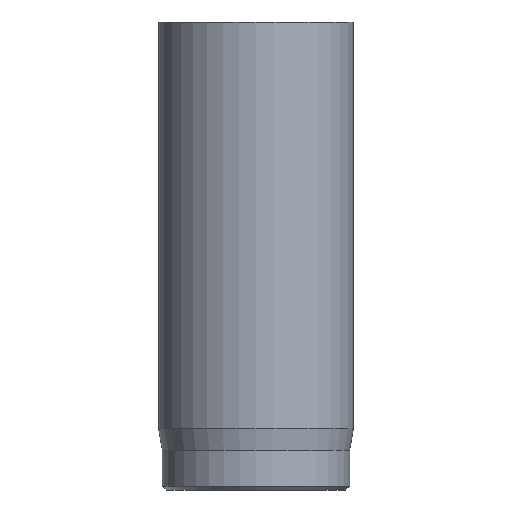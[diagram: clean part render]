
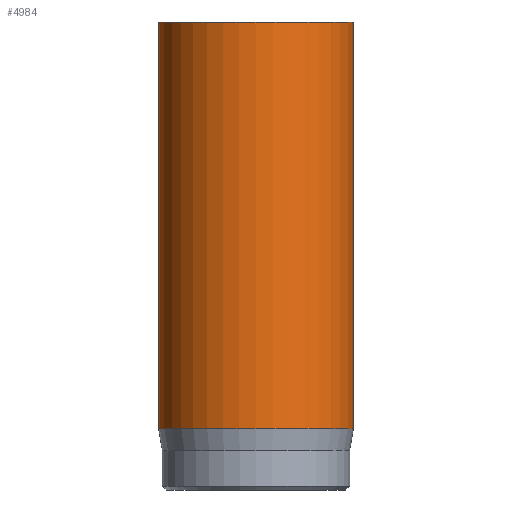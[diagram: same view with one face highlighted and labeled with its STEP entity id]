
A CAD part, front view. The second image highlights one B-rep face of the part: STEP entity #4984.
In plain terms, the highlighted cylindrical face has radius 2.5 mm (diameter 5 mm), a full revolution.
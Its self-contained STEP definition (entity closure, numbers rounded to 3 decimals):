
#31=CYLINDRICAL_SURFACE('',#5178,2.5);
#45=CIRCLE('',#5148,2.5);
#56=CIRCLE('',#5176,2.5);
#57=CIRCLE('',#5177,2.5);
#457=FACE_OUTER_BOUND('',#761,.T.);
#761=EDGE_LOOP('',(#4459,#4460,#4461,#4462,#4463));
#1133=LINE('',#9482,#1511);
#1511=VECTOR('',#5786,2.5);
#2312=VERTEX_POINT('',#9430);
#2324=VERTEX_POINT('',#9476);
#2325=VERTEX_POINT('',#9477);
#3024=EDGE_CURVE('',#2312,#2312,#45,.T.);
#3041=EDGE_CURVE('',#2324,#2325,#56,.T.);
#3042=EDGE_CURVE('',#2325,#2324,#57,.T.);
#3044=EDGE_CURVE('',#2312,#2324,#1133,.T.);
#4459=ORIENTED_EDGE('',*,*,#3024,.T.);
#4460=ORIENTED_EDGE('',*,*,#3044,.T.);
#4461=ORIENTED_EDGE('',*,*,#3041,.T.);
#4462=ORIENTED_EDGE('',*,*,#3042,.T.);
#4463=ORIENTED_EDGE('',*,*,#3044,.F.);
#4984=ADVANCED_FACE('',(#457),#31,.T.);
#5148=AXIS2_PLACEMENT_3D('',#9431,#5717,#5718);
#5176=AXIS2_PLACEMENT_3D('',#9478,#5779,#5780);
#5177=AXIS2_PLACEMENT_3D('',#9479,#5781,#5782);
#5178=AXIS2_PLACEMENT_3D('',#9481,#5784,#5785);
#5717=DIRECTION('center_axis',(0.,0.,-1.));
#5718=DIRECTION('ref_axis',(-1.,0.,0.));
#5779=DIRECTION('center_axis',(0.,0.,1.));
#5780=DIRECTION('ref_axis',(-1.,0.,0.));
#5781=DIRECTION('center_axis',(0.,0.,1.));
#5782=DIRECTION('ref_axis',(-1.,0.,0.));
#5784=DIRECTION('center_axis',(0.,0.,1.));
#5785=DIRECTION('ref_axis',(-1.,0.,0.));
#5786=DIRECTION('',(0.,0.,-1.));
#9430=CARTESIAN_POINT('',(2.5,0.,12.));
#9431=CARTESIAN_POINT('Origin',(0.,0.,12.));
#9476=CARTESIAN_POINT('',(2.5,0.,1.567));
#9477=CARTESIAN_POINT('',(-2.5,0.,1.567));
#9478=CARTESIAN_POINT('Origin',(0.,0.,1.567));
#9479=CARTESIAN_POINT('Origin',(0.,0.,1.567));
#9481=CARTESIAN_POINT('Origin',(0.,0.,0.));
#9482=CARTESIAN_POINT('',(2.5,0.,0.));
